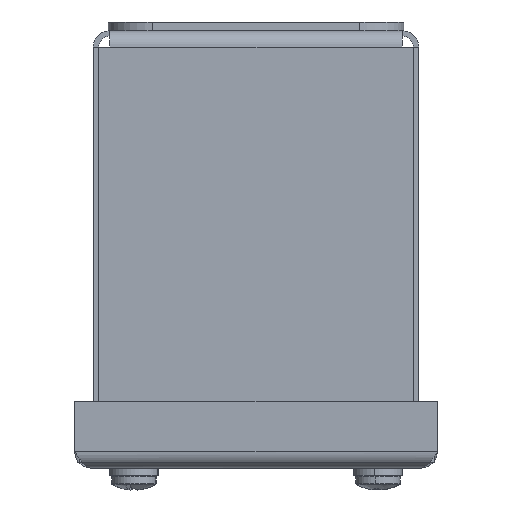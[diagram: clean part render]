
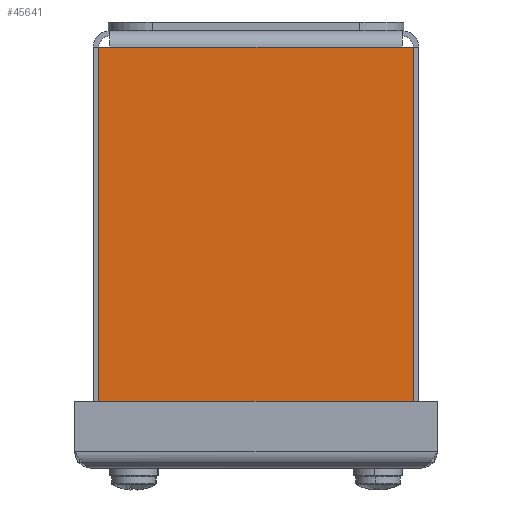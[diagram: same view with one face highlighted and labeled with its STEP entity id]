
A CAD part, front view. The second image highlights one B-rep face of the part: STEP entity #45641.
In plain terms, the highlighted planar face has unit normal (0, -1, 0).
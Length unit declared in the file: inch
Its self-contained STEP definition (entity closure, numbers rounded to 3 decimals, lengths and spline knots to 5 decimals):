
#327 = CARTESIAN_POINT ( 'NONE',  ( 1.1248, -7.08, -0.16395 ) ) ;
#502 = DIRECTION ( 'NONE',  ( -1., 0., 0. ) ) ;
#530 = VECTOR ( 'NONE', #44458, 39.37008 ) ;
#538 = VERTEX_POINT ( 'NONE', #37833 ) ;
#594 = VERTEX_POINT ( 'NONE', #42508 ) ;
#784 = EDGE_CURVE ( 'NONE', #14409, #11652, #25872, .T. ) ;
#3905 = EDGE_CURVE ( 'NONE', #594, #8491, #15595, .T. ) ;
#4184 = DIRECTION ( 'NONE',  ( 0., 0., -1. ) ) ;
#4644 = EDGE_CURVE ( 'NONE', #12985, #40536, #7324, .T. ) ;
#5114 = CARTESIAN_POINT ( 'NONE',  ( 1.53125, -7.08, -1.8426 ) ) ;
#5488 = DIRECTION ( 'NONE',  ( 1., 0., 0. ) ) ;
#5556 = VECTOR ( 'NONE', #11199, 39.37008 ) ;
#6011 = VERTEX_POINT ( 'NONE', #12619 ) ;
#6718 = DIRECTION ( 'NONE',  ( -1., 0., 0. ) ) ;
#7324 = LINE ( 'NONE', #45298, #29181 ) ;
#7612 = FACE_OUTER_BOUND ( 'NONE', #47719, .T. ) ;
#7763 = DIRECTION ( 'NONE',  ( 0., 0., -1. ) ) ;
#7858 = CARTESIAN_POINT ( 'NONE',  ( 1.9377, -7.08, -0.10125 ) ) ;
#8491 = VERTEX_POINT ( 'NONE', #12370 ) ;
#8999 = VECTOR ( 'NONE', #35587, 39.37008 ) ;
#9035 = CARTESIAN_POINT ( 'NONE',  ( 2.7675, -7.08, -3.4175 ) ) ;
#9919 = VECTOR ( 'NONE', #33322, 39.37008 ) ;
#10680 = LINE ( 'NONE', #327, #31265 ) ;
#10882 = ORIENTED_EDGE ( 'NONE', *, *, #38655, .T. ) ;
#10912 = LINE ( 'NONE', #29374, #530 ) ;
#10916 = CARTESIAN_POINT ( 'NONE',  ( 0.20196, -7.08, -0.10125 ) ) ;
#11199 = DIRECTION ( 'NONE',  ( 0., 0., -1. ) ) ;
#11652 = VERTEX_POINT ( 'NONE', #9035 ) ;
#12370 = CARTESIAN_POINT ( 'NONE',  ( 1.9375, -7.08, -0.16375 ) ) ;
#12388 = EDGE_CURVE ( 'NONE', #6011, #8491, #19007, .T. ) ;
#12619 = CARTESIAN_POINT ( 'NONE',  ( 1.9375, -7.08, -0.16395 ) ) ;
#12985 = VERTEX_POINT ( 'NONE', #23042 ) ;
#13666 = VERTEX_POINT ( 'NONE', #47850 ) ;
#14409 = VERTEX_POINT ( 'NONE', #26966 ) ;
#15431 = ORIENTED_EDGE ( 'NONE', *, *, #4644, .F. ) ;
#15595 = LINE ( 'NONE', #35786, #35870 ) ;
#15681 = LINE ( 'NONE', #7858, #43656 ) ;
#17168 = LINE ( 'NONE', #46318, #18602 ) ;
#18144 = EDGE_CURVE ( 'NONE', #35427, #14409, #30881, .T. ) ;
#18282 = LINE ( 'NONE', #10916, #9919 ) ;
#18293 = DIRECTION ( 'NONE',  ( 0., 0., 1. ) ) ;
#18573 = VECTOR ( 'NONE', #7763, 39.37008 ) ;
#18602 = VECTOR ( 'NONE', #24585, 39.37008 ) ;
#18969 = LINE ( 'NONE', #26374, #38396 ) ;
#19007 = LINE ( 'NONE', #23862, #32752 ) ;
#19405 = EDGE_CURVE ( 'NONE', #32430, #22650, #15681, .T. ) ;
#19575 = ORIENTED_EDGE ( 'NONE', *, *, #19785, .F. ) ;
#19785 = EDGE_CURVE ( 'NONE', #13666, #46537, #21292, .T. ) ;
#21292 = LINE ( 'NONE', #40049, #8999 ) ;
#22650 = VERTEX_POINT ( 'NONE', #44268 ) ;
#22652 = PLANE ( 'NONE',  #31426 ) ;
#22895 = CARTESIAN_POINT ( 'NONE',  ( 1.1248, -7.08, -0.10125 ) ) ;
#23042 = CARTESIAN_POINT ( 'NONE',  ( 0.295, -7.08, -3.4175 ) ) ;
#23611 = ORIENTED_EDGE ( 'NONE', *, *, #3905, .F. ) ;
#23862 = CARTESIAN_POINT ( 'NONE',  ( 1.9375, -7.08, -0.16395 ) ) ;
#24585 = DIRECTION ( 'NONE',  ( -1., 0., 0. ) ) ;
#25426 = EDGE_CURVE ( 'NONE', #11652, #12985, #18969, .T. ) ;
#25816 = ORIENTED_EDGE ( 'NONE', *, *, #37372, .F. ) ;
#25872 = LINE ( 'NONE', #41457, #32856 ) ;
#26374 = CARTESIAN_POINT ( 'NONE',  ( 0.295, -7.08, -3.4175 ) ) ;
#26550 = DIRECTION ( 'NONE',  ( -1., 0., 0. ) ) ;
#26640 = ORIENTED_EDGE ( 'NONE', *, *, #40837, .F. ) ;
#26966 = CARTESIAN_POINT ( 'NONE',  ( 2.86054, -7.08, -3.4175 ) ) ;
#27988 = DIRECTION ( 'NONE',  ( 0., 0., 1. ) ) ;
#29181 = VECTOR ( 'NONE', #26550, 39.37008 ) ;
#29374 = CARTESIAN_POINT ( 'NONE',  ( 0.20196, -7.08, -3.4175 ) ) ;
#29916 = CARTESIAN_POINT ( 'NONE',  ( 2.86054, -7.08, -0.10125 ) ) ;
#30881 = LINE ( 'NONE', #29916, #5556 ) ;
#31265 = VECTOR ( 'NONE', #18293, 39.37008 ) ;
#31426 = AXIS2_PLACEMENT_3D ( 'NONE', #5114, #46504, #27988 ) ;
#32430 = VERTEX_POINT ( 'NONE', #43596 ) ;
#32752 = VECTOR ( 'NONE', #38902, 39.37008 ) ;
#32856 = VECTOR ( 'NONE', #502, 39.37008 ) ;
#33322 = DIRECTION ( 'NONE',  ( 1., 0., 0. ) ) ;
#33636 = LINE ( 'NONE', #45229, #18573 ) ;
#34614 = CARTESIAN_POINT ( 'NONE',  ( 0.20196, -7.08, -3.4175 ) ) ;
#34738 = ORIENTED_EDGE ( 'NONE', *, *, #18144, .F. ) ;
#34892 = VERTEX_POINT ( 'NONE', #40497 ) ;
#35427 = VERTEX_POINT ( 'NONE', #36354 ) ;
#35587 = DIRECTION ( 'NONE',  ( 1., 0., 0. ) ) ;
#35680 = ORIENTED_EDGE ( 'NONE', *, *, #784, .F. ) ;
#35737 = EDGE_CURVE ( 'NONE', #22650, #6011, #41259, .T. ) ;
#35786 = CARTESIAN_POINT ( 'NONE',  ( 1.53125, -7.08, -0.16375 ) ) ;
#35870 = VECTOR ( 'NONE', #5488, 39.37008 ) ;
#36139 = ORIENTED_EDGE ( 'NONE', *, *, #42280, .T. ) ;
#36354 = CARTESIAN_POINT ( 'NONE',  ( 2.86054, -7.08, -0.10125 ) ) ;
#37159 = EDGE_CURVE ( 'NONE', #594, #538, #33636, .T. ) ;
#37372 = EDGE_CURVE ( 'NONE', #40536, #13666, #10912, .T. ) ;
#37659 = ORIENTED_EDGE ( 'NONE', *, *, #25426, .F. ) ;
#37833 = CARTESIAN_POINT ( 'NONE',  ( 1.125, -7.08, -0.16395 ) ) ;
#38396 = VECTOR ( 'NONE', #45133, 39.37008 ) ;
#38655 = EDGE_CURVE ( 'NONE', #34892, #46537, #10680, .T. ) ;
#38902 = DIRECTION ( 'NONE',  ( 0., 0., 1. ) ) ;
#39171 = ORIENTED_EDGE ( 'NONE', *, *, #19405, .T. ) ;
#40049 = CARTESIAN_POINT ( 'NONE',  ( 0.20196, -7.08, -0.10125 ) ) ;
#40497 = CARTESIAN_POINT ( 'NONE',  ( 1.1248, -7.08, -0.16395 ) ) ;
#40536 = VERTEX_POINT ( 'NONE', #34614 ) ;
#40650 = VECTOR ( 'NONE', #6718, 39.37008 ) ;
#40837 = EDGE_CURVE ( 'NONE', #32430, #35427, #18282, .T. ) ;
#41240 = ORIENTED_EDGE ( 'NONE', *, *, #12388, .T. ) ;
#41259 = LINE ( 'NONE', #44693, #40650 ) ;
#41457 = CARTESIAN_POINT ( 'NONE',  ( 2.86054, -7.08, -3.4175 ) ) ;
#42280 = EDGE_CURVE ( 'NONE', #538, #34892, #17168, .T. ) ;
#42508 = CARTESIAN_POINT ( 'NONE',  ( 1.125, -7.08, -0.16375 ) ) ;
#43121 = ORIENTED_EDGE ( 'NONE', *, *, #35737, .T. ) ;
#43596 = CARTESIAN_POINT ( 'NONE',  ( 1.9377, -7.08, -0.10125 ) ) ;
#43656 = VECTOR ( 'NONE', #4184, 39.37008 ) ;
#44268 = CARTESIAN_POINT ( 'NONE',  ( 1.9377, -7.08, -0.16395 ) ) ;
#44458 = DIRECTION ( 'NONE',  ( 0., 0., 1. ) ) ;
#44693 = CARTESIAN_POINT ( 'NONE',  ( 1.9377, -7.08, -0.16395 ) ) ;
#45133 = DIRECTION ( 'NONE',  ( -1., 0., 0. ) ) ;
#45229 = CARTESIAN_POINT ( 'NONE',  ( 1.125, -7.08, -0.10125 ) ) ;
#45298 = CARTESIAN_POINT ( 'NONE',  ( 0.295, -7.08, -3.4175 ) ) ;
#45641 = ADVANCED_FACE ( 'NONE', ( #7612 ), #22652, .F. ) ;
#46318 = CARTESIAN_POINT ( 'NONE',  ( 1.125, -7.08, -0.16395 ) ) ;
#46504 = DIRECTION ( 'NONE',  ( 0., 1., 0. ) ) ;
#46537 = VERTEX_POINT ( 'NONE', #22895 ) ;
#47345 = ORIENTED_EDGE ( 'NONE', *, *, #37159, .T. ) ;
#47719 = EDGE_LOOP ( 'NONE', ( #43121, #41240, #23611, #47345, #36139, #10882, #19575, #25816, #15431, #37659, #35680, #34738, #26640, #39171 ) ) ;
#47850 = CARTESIAN_POINT ( 'NONE',  ( 0.20196, -7.08, -0.10125 ) ) ;
